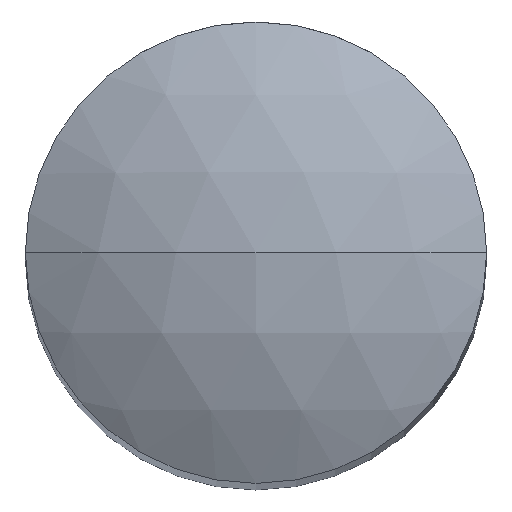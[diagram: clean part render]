
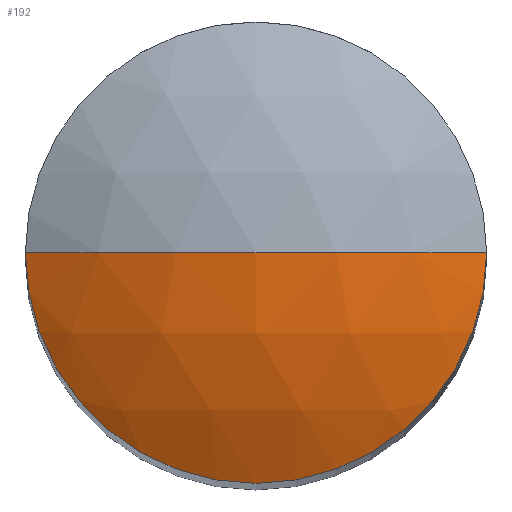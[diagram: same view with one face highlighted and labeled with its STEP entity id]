
A CAD part, top view. The second image highlights one B-rep face of the part: STEP entity #192.
In plain terms, the highlighted spherical face has radius 4 mm.
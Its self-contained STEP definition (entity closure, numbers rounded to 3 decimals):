
#13 = AXIS2_PLACEMENT_3D ( 'NONE', #795, #426, #22 ) ;
#22 = DIRECTION ( 'NONE',  ( -1., 0., 0. ) ) ;
#49 = AXIS2_PLACEMENT_3D ( 'NONE', #199, #673, #276 ) ;
#101 = EDGE_CURVE ( 'NONE', #472, #275, #324, .T. ) ;
#127 = SPHERICAL_SURFACE ( 'NONE', #269, 4. ) ;
#174 = ORIENTED_EDGE ( 'NONE', *, *, #101, .T. ) ;
#192 = ADVANCED_FACE ( 'NONE', ( #538 ), #127, .T. ) ;
#195 = CARTESIAN_POINT ( 'NONE',  ( -2., 0., 16.964 ) ) ;
#199 = CARTESIAN_POINT ( 'NONE',  ( 0., 0., 13.5 ) ) ;
#269 = AXIS2_PLACEMENT_3D ( 'NONE', #754, #768, #736 ) ;
#275 = VERTEX_POINT ( 'NONE', #195 ) ;
#276 = DIRECTION ( 'NONE',  ( 0., 0., 1. ) ) ;
#290 = AXIS2_PLACEMENT_3D ( 'NONE', #503, #498, #490 ) ;
#318 = EDGE_LOOP ( 'NONE', ( #325, #174, #530 ) ) ;
#324 = CIRCLE ( 'NONE', #290, 4. ) ;
#325 = ORIENTED_EDGE ( 'NONE', *, *, #643, .F. ) ;
#426 = DIRECTION ( 'NONE',  ( 0., 0., -1. ) ) ;
#451 = CIRCLE ( 'NONE', #13, 2. ) ;
#472 = VERTEX_POINT ( 'NONE', #702 ) ;
#490 = DIRECTION ( 'NONE',  ( 1., 0., 0. ) ) ;
#498 = DIRECTION ( 'NONE',  ( 0., -1., 0. ) ) ;
#503 = CARTESIAN_POINT ( 'NONE',  ( 0., 0., 13.5 ) ) ;
#530 = ORIENTED_EDGE ( 'NONE', *, *, #746, .F. ) ;
#538 = FACE_OUTER_BOUND ( 'NONE', #318, .T. ) ;
#614 = CARTESIAN_POINT ( 'NONE',  ( 2., 0., 16.964 ) ) ;
#643 = EDGE_CURVE ( 'NONE', #472, #659, #815, .T. ) ;
#659 = VERTEX_POINT ( 'NONE', #614 ) ;
#673 = DIRECTION ( 'NONE',  ( 0., 1., 0. ) ) ;
#702 = CARTESIAN_POINT ( 'NONE',  ( 0., 0., 17.5 ) ) ;
#736 = DIRECTION ( 'NONE',  ( 1., 0., 0. ) ) ;
#746 = EDGE_CURVE ( 'NONE', #659, #275, #451, .T. ) ;
#754 = CARTESIAN_POINT ( 'NONE',  ( 0., 0., 13.5 ) ) ;
#768 = DIRECTION ( 'NONE',  ( 0., -1., 0. ) ) ;
#795 = CARTESIAN_POINT ( 'NONE',  ( 0., 0., 16.964 ) ) ;
#815 = CIRCLE ( 'NONE', #49, 4. ) ;
